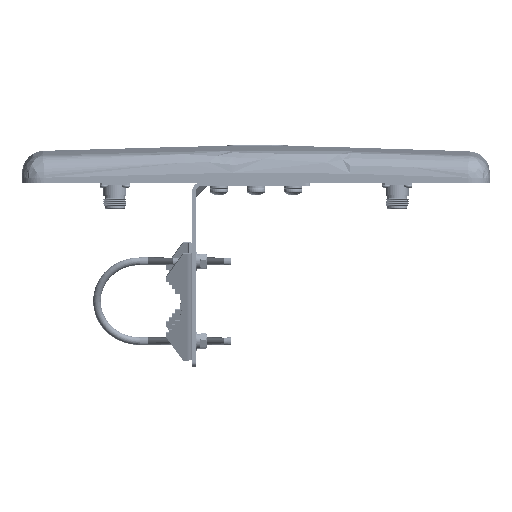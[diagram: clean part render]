
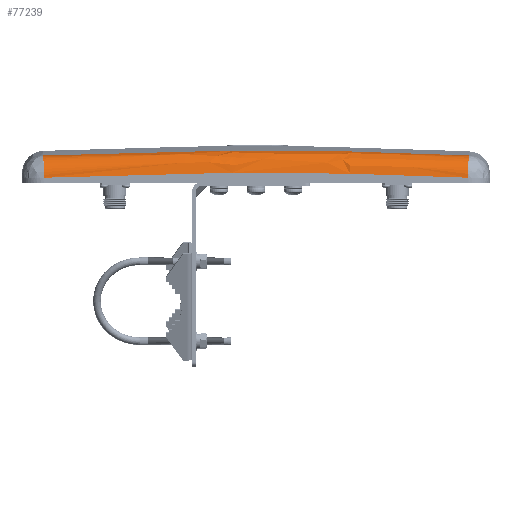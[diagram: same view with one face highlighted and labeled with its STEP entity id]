
A CAD part, top view. The second image highlights one B-rep face of the part: STEP entity #77239.
In plain terms, the highlighted free-form (B-spline) face has degree [3, 3] with [4, 4] control points.
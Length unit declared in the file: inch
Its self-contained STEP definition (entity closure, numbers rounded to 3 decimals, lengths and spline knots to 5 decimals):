
#2823 = CARTESIAN_POINT ( 'NONE',  ( 5.63817, 0.81053, 5.63817 ) ) ;
#7655 = VERTEX_POINT ( 'NONE', #41350 ) ;
#12214 = CARTESIAN_POINT ( 'NONE',  ( -5.61024, 0.2213, 6.20079 ) ) ;
#13711 = CARTESIAN_POINT ( 'NONE',  ( -5.62601, 0.55402, 6.20079 ) ) ;
#14122 = VERTEX_POINT ( 'NONE', #12214 ) ;
#14736 = CARTESIAN_POINT ( 'NONE',  ( 1.87148, 0.39857, 6.20079 ) ) ;
#19792 = CARTESIAN_POINT ( 'NONE',  ( -5.62601, 0.55402, 6.20079 ) ) ;
#20627 = CARTESIAN_POINT ( 'NONE',  ( -5.63817, 0.81053, 5.63817 ) ) ;
#21817 = CARTESIAN_POINT ( 'NONE',  ( -1.87148, 0.39857, 6.20079 ) ) ;
#22726 = EDGE_CURVE ( 'NONE', #53474, #41255, #60881, .T. ) ;
#23616 =( BOUNDED_CURVE ( )  B_SPLINE_CURVE ( 3, ( #28289, #21817, #65916, #52055 ),
 .UNSPECIFIED., .F., .F. ) 
 B_SPLINE_CURVE_WITH_KNOTS ( ( 4, 4 ),
 ( 0., 1. ),
 .UNSPECIFIED. ) 
 CURVE ( )  GEOMETRIC_REPRESENTATION_ITEM ( )  RATIONAL_B_SPLINE_CURVE ( ( 1., 0.999, 0.999, 1. ) ) 
 REPRESENTATION_ITEM ( '' )  );
#27420 = ORIENTED_EDGE ( 'NONE', *, *, #49643, .T. ) ;
#27422 = ORIENTED_EDGE ( 'NONE', *, *, #94050, .T. ) ;
#28289 = CARTESIAN_POINT ( 'NONE',  ( -5.61024, 0.2213, 6.20079 ) ) ;
#30073 = CARTESIAN_POINT ( 'NONE',  ( -5.61024, 0.2213, 6.20079 ) ) ;
#33582 = CARTESIAN_POINT ( 'NONE',  ( 5.61024, 0.2213, 6.20079 ) ) ;
#34649 = CARTESIAN_POINT ( 'NONE',  ( 5.63817, 0.81053, 5.63817 ) ) ;
#36721 = CARTESIAN_POINT ( 'NONE',  ( 1.8822, 0.98862, 5.63817 ) ) ;
#37485 = CARTESIAN_POINT ( 'NONE',  ( -1.87148, 0.39857, 6.20079 ) ) ;
#40801 = EDGE_LOOP ( 'NONE', ( #27420, #58724, #95474, #27422 ) ) ;
#41255 = VERTEX_POINT ( 'NONE', #67280 ) ;
#41350 = CARTESIAN_POINT ( 'NONE',  ( 5.61024, 0.2213, 6.20079 ) ) ;
#44480 = CARTESIAN_POINT ( 'NONE',  ( 1.87674, 0.73179, 6.20079 ) ) ;
#48258 =( BOUNDED_CURVE ( )  B_SPLINE_CURVE ( 3, ( #33582, #78179, #62285, #2823 ),
 .UNSPECIFIED., .F., .F. ) 
 B_SPLINE_CURVE_WITH_KNOTS ( ( 4, 4 ),
 ( 0., 1. ),
 .UNSPECIFIED. ) 
 CURVE ( )  GEOMETRIC_REPRESENTATION_ITEM ( )  RATIONAL_B_SPLINE_CURVE ( ( 1., 0.816, 0.816, 1. ) ) 
 REPRESENTATION_ITEM ( '' )  );
#49643 = EDGE_CURVE ( 'NONE', #7655, #41255, #48258, .T. ) ;
#51365 = CARTESIAN_POINT ( 'NONE',  ( -5.63743, 0.79479, 5.97089 ) ) ;
#51589 = CARTESIAN_POINT ( 'NONE',  ( -5.63817, 0.81053, 5.63817 ) ) ;
#52055 = CARTESIAN_POINT ( 'NONE',  ( 5.61024, 0.2213, 6.20079 ) ) ;
#53474 = VERTEX_POINT ( 'NONE', #97772 ) ;
#54960 = EDGE_CURVE ( 'NONE', #53474, #14122, #78629, .T. ) ;
#58724 = ORIENTED_EDGE ( 'NONE', *, *, #22726, .F. ) ;
#58765 = CARTESIAN_POINT ( 'NONE',  ( -5.61024, 0.2213, 6.20079 ) ) ;
#58884 = CARTESIAN_POINT ( 'NONE',  ( 1.88055, 0.97292, 5.97089 ) ) ;
#60881 = B_SPLINE_CURVE_WITH_KNOTS ( 'NONE', 3,
 ( #51589, #74345, #36721, #97184 ),
 .UNSPECIFIED., .F., .F.,
 ( 4, 4 ),
 ( 0., 1. ),
 .UNSPECIFIED. ) ;
#62285 = CARTESIAN_POINT ( 'NONE',  ( 5.63743, 0.79479, 5.97089 ) ) ;
#62797 = CARTESIAN_POINT ( 'NONE',  ( -1.87674, 0.73179, 6.20079 ) ) ;
#65332 = FACE_OUTER_BOUND ( 'NONE', #40801, .T. ) ;
#65816 = CARTESIAN_POINT ( 'NONE',  ( 1.8808, 0.98868, 5.63817 ) ) ;
#65916 = CARTESIAN_POINT ( 'NONE',  ( 1.87148, 0.39857, 6.20079 ) ) ;
#66773 = CARTESIAN_POINT ( 'NONE',  ( -1.88055, 0.97292, 5.97089 ) ) ;
#67280 = CARTESIAN_POINT ( 'NONE',  ( 5.63817, 0.81053, 5.63817 ) ) ;
#67693 = CARTESIAN_POINT ( 'NONE',  ( 5.61024, 0.2213, 6.20079 ) ) ;
#73246 = CARTESIAN_POINT ( 'NONE',  ( -5.63817, 0.81053, 5.63817 ) ) ;
#74345 = CARTESIAN_POINT ( 'NONE',  ( -1.8822, 0.98862, 5.63817 ) ) ;
#77239 = ADVANCED_FACE ( 'NONE', ( #65332 ), #94565, .T. ) ;
#78179 = CARTESIAN_POINT ( 'NONE',  ( 5.62601, 0.55402, 6.20079 ) ) ;
#78629 =( BOUNDED_CURVE ( )  B_SPLINE_CURVE ( 3, ( #20627, #51365, #13711, #58765 ),
 .UNSPECIFIED., .F., .F. ) 
 B_SPLINE_CURVE_WITH_KNOTS ( ( 4, 4 ),
 ( 0., 1. ),
 .UNSPECIFIED. ) 
 CURVE ( )  GEOMETRIC_REPRESENTATION_ITEM ( )  RATIONAL_B_SPLINE_CURVE ( ( 1., 0.816, 0.816, 1. ) ) 
 REPRESENTATION_ITEM ( '' )  );
#87698 = CARTESIAN_POINT ( 'NONE',  ( 5.63743, 0.79479, 5.97089 ) ) ;
#94050 = EDGE_CURVE ( 'NONE', #14122, #7655, #23616, .T. ) ;
#94565 =( BOUNDED_SURFACE ( )  B_SPLINE_SURFACE ( 3, 3, ( 
 ( #73246, #96566, #65816, #34649 ),
 ( #95129, #66773, #58884, #87698 ),
 ( #19792, #62797, #44480, #96517 ),
 ( #30073, #37485, #14736, #67693 ) ),
 .UNSPECIFIED., .F., .F., .T. ) 
 B_SPLINE_SURFACE_WITH_KNOTS ( ( 4, 4 ),
 ( 4, 4 ),
 ( 0., 1. ),
 ( 0., 1. ),
 .UNSPECIFIED. ) 
 GEOMETRIC_REPRESENTATION_ITEM ( )  RATIONAL_B_SPLINE_SURFACE ( (
 ( 1., 0.999, 0.999, 1.),
 ( 0.816, 0.815, 0.815, 0.816),
 ( 0.816, 0.815, 0.815, 0.816),
 ( 1., 0.999, 0.999, 1.) ) ) 
 REPRESENTATION_ITEM ( '' )  SURFACE ( )  );
#95129 = CARTESIAN_POINT ( 'NONE',  ( -5.63743, 0.79479, 5.97089 ) ) ;
#95474 = ORIENTED_EDGE ( 'NONE', *, *, #54960, .T. ) ;
#96517 = CARTESIAN_POINT ( 'NONE',  ( 5.62601, 0.55402, 6.20079 ) ) ;
#96566 = CARTESIAN_POINT ( 'NONE',  ( -1.8808, 0.98868, 5.63817 ) ) ;
#97184 = CARTESIAN_POINT ( 'NONE',  ( 5.63817, 0.81053, 5.63817 ) ) ;
#97772 = CARTESIAN_POINT ( 'NONE',  ( -5.63817, 0.81053, 5.63817 ) ) ;
